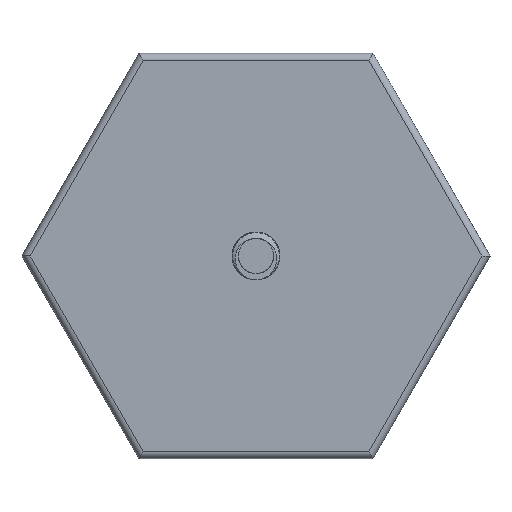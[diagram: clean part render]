
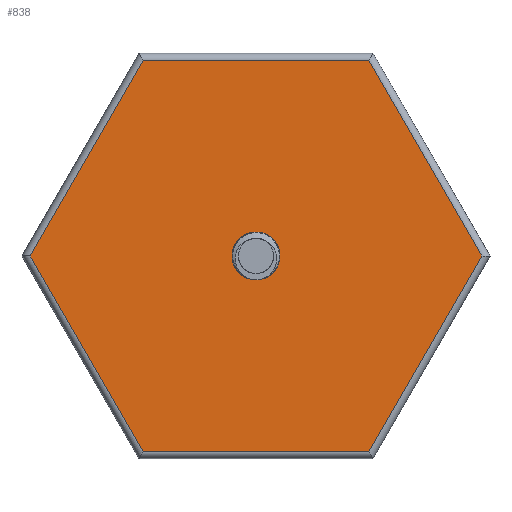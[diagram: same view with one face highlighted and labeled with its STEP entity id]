
A CAD part, front view. The second image highlights one B-rep face of the part: STEP entity #838.
In plain terms, the highlighted planar face has unit normal (0, -1, 0).
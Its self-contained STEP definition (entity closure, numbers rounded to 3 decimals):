
#53=FACE_BOUND('',#159,.T.);
#74=PLANE('',#922);
#106=FACE_OUTER_BOUND('',#158,.T.);
#158=EDGE_LOOP('',(#601,#602,#603,#604,#605,#606));
#159=EDGE_LOOP('',(#607));
#206=LINE('',#1189,#280);
#207=LINE('',#1194,#281);
#209=LINE('',#1202,#283);
#212=LINE('',#1210,#286);
#214=LINE('',#1214,#288);
#216=LINE('',#1217,#290);
#280=VECTOR('',#984,10.);
#281=VECTOR('',#989,10.);
#283=VECTOR('',#997,10.);
#286=VECTOR('',#1004,10.);
#288=VECTOR('',#1010,10.);
#290=VECTOR('',#1014,10.);
#352=CIRCLE('',#904,2.922);
#359=VERTEX_POINT('',#1176);
#363=VERTEX_POINT('',#1186);
#364=VERTEX_POINT('',#1188);
#365=VERTEX_POINT('',#1192);
#366=VERTEX_POINT('',#1193);
#369=VERTEX_POINT('',#1201);
#372=VERTEX_POINT('',#1209);
#437=EDGE_CURVE('',#359,#359,#352,.T.);
#442=EDGE_CURVE('',#363,#364,#206,.T.);
#444=EDGE_CURVE('',#365,#366,#207,.T.);
#448=EDGE_CURVE('',#366,#369,#209,.T.);
#452=EDGE_CURVE('',#369,#372,#212,.T.);
#455=EDGE_CURVE('',#372,#363,#214,.T.);
#457=EDGE_CURVE('',#364,#365,#216,.T.);
#601=ORIENTED_EDGE('',*,*,#444,.F.);
#602=ORIENTED_EDGE('',*,*,#457,.F.);
#603=ORIENTED_EDGE('',*,*,#442,.F.);
#604=ORIENTED_EDGE('',*,*,#455,.F.);
#605=ORIENTED_EDGE('',*,*,#452,.F.);
#606=ORIENTED_EDGE('',*,*,#448,.F.);
#607=ORIENTED_EDGE('',*,*,#437,.F.);
#838=ADVANCED_FACE('',(#106,#53),#74,.F.);
#904=AXIS2_PLACEMENT_3D('',#1177,#972,#973);
#922=AXIS2_PLACEMENT_3D('',#1232,#1028,#1029);
#972=DIRECTION('center_axis',(0.,-1.,0.));
#973=DIRECTION('ref_axis',(1.,0.,0.));
#984=DIRECTION('',(0.5,0.,0.866));
#989=DIRECTION('',(0.5,0.,-0.866));
#997=DIRECTION('',(-0.5,0.,-0.866));
#1004=DIRECTION('',(-1.,0.,0.));
#1010=DIRECTION('',(-0.5,0.,0.866));
#1014=DIRECTION('',(1.,0.,0.));
#1028=DIRECTION('center_axis',(0.,1.,0.));
#1029=DIRECTION('ref_axis',(0.,0.,1.));
#1176=CARTESIAN_POINT('',(0.,0.,-2.922));
#1177=CARTESIAN_POINT('Origin',(0.,0.,0.));
#1186=CARTESIAN_POINT('',(-37.586,0.,0.));
#1188=CARTESIAN_POINT('',(-18.793,0.,32.551));
#1189=CARTESIAN_POINT('',(-33.061,0.,7.838));
#1192=CARTESIAN_POINT('',(18.793,0.,32.551));
#1193=CARTESIAN_POINT('',(37.586,0.,0.));
#1194=CARTESIAN_POINT('',(23.318,0.,24.713));
#1201=CARTESIAN_POINT('',(18.793,0.,-32.551));
#1202=CARTESIAN_POINT('',(33.061,0.,-7.838));
#1209=CARTESIAN_POINT('',(-18.793,0.,-32.551));
#1210=CARTESIAN_POINT('',(9.743,0.,-32.551));
#1214=CARTESIAN_POINT('',(-23.318,0.,-24.713));
#1217=CARTESIAN_POINT('',(-9.743,0.,32.551));
#1232=CARTESIAN_POINT('Origin',(0.,0.,0.));
